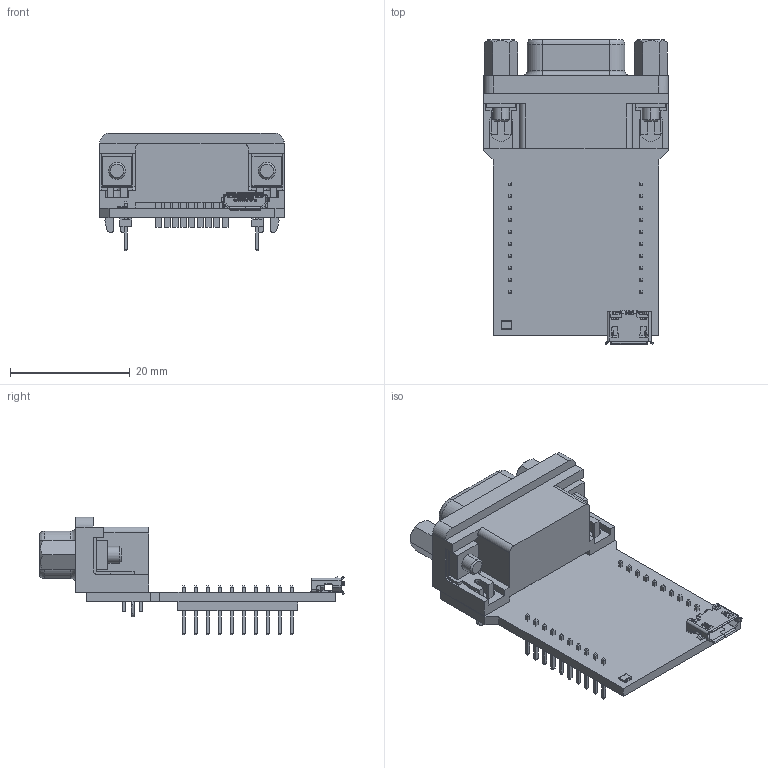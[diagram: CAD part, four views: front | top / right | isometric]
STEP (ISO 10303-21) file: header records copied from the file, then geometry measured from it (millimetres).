
FILE_DESCRIPTION (( 'STEP AP214' ), '1' );
FILE_NAME ('AS-XBEE-CAN-DB9-00-R00.STEP', '2024-10-17T09:01:50', ( '' ), ( '' ), 'SwSTEP 2.0', 'SolidWorks 2020', '' );
FILE_SCHEMA (( 'AUTOMOTIVE_DESIGN' ));
Length unit declared in the file: millimetre
Products named in the file (10): _TMM-110-03-L-S_body.stp; TMM-110-03-L-S.stp; AS-XBEE-CAN-DB9-00-R00; 10118194-0001LF--3DModel-STEP-533217.step; _TMM-110-03-L-S_pins2.stp; LTST-C19HE1WT--3DModel-STEP-56544.step; PCB; 2311765-1; _TMM-110-03-L-S_pins1.stp
Assembly tree (12 placements, depth 3):
  AS-XBEE-CAN-DB9-00-R00
    PCB
    2311765-1
    TMM-110-03-L-S.stp
      _TMM-110-03-L-S_body.stp
      _TMM-110-03-L-S_pins1.stp
      _TMM-110-03-L-S_pins2.stp
    TMM-110-03-L-S.stp
      _TMM-110-03-L-S_body.stp
      _TMM-110-03-L-S_pins1.stp
      _TMM-110-03-L-S_pins2.stp
    10118194-0001LF--3DModel-STEP-533217.step
    LTST-C19HE1WT--3DModel-STEP-56544.step
Bounding box: 30.99 x 50.85 x 19.66 mm (x, y, z)
Volume: 6266.9 mm3; surface area: 6469.1 mm2
Topology: 14 solids, 14 shells, 1630 faces, 4280 edges, 2725 vertices
Faces by surface type: plane 1207, cylinder 351, cone 35, bspline 25, torus 8, sphere 4
Entity records: 44956 total; most frequent: CARTESIAN_POINT 9759, ORIENTED_EDGE 7408, DIRECTION 6962, EDGE_CURVE 3704, VECTOR 2804, LINE 2804, VERTEX_POINT 2373, AXIS2_PLACEMENT_3D 2079
